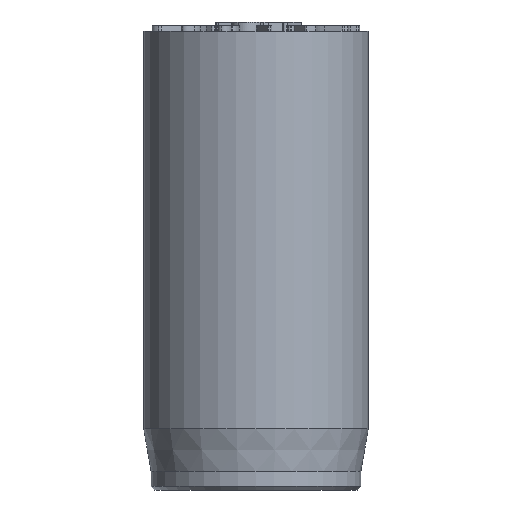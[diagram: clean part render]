
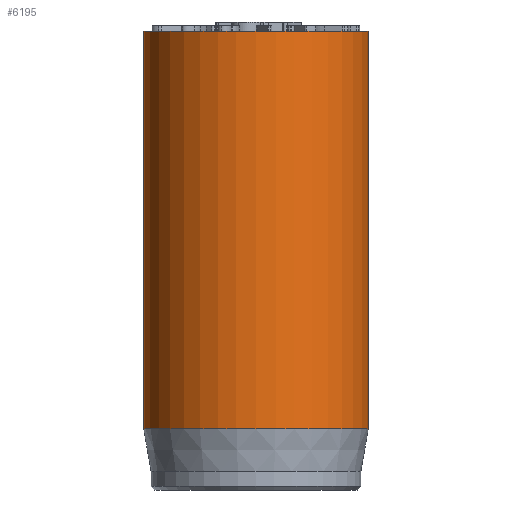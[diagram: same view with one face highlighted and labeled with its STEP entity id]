
A CAD part, front view. The second image highlights one B-rep face of the part: STEP entity #6195.
In plain terms, the highlighted cylindrical face has radius 6 mm (diameter 12 mm), a full revolution.
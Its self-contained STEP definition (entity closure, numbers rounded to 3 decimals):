
#32=CYLINDRICAL_SURFACE('',#6429,6.);
#44=CIRCLE('',#6396,6.);
#60=CIRCLE('',#6427,6.);
#61=CIRCLE('',#6428,6.);
#1007=FACE_OUTER_BOUND('',#1371,.T.);
#1371=EDGE_LOOP('',(#5500,#5501,#5502,#5503,#5504));
#1835=LINE('',#11285,#2317);
#2317=VECTOR('',#7123,6.);
#2902=VERTEX_POINT('',#11224);
#2918=VERTEX_POINT('',#11279);
#2919=VERTEX_POINT('',#11280);
#3770=EDGE_CURVE('',#2902,#2902,#44,.T.);
#3794=EDGE_CURVE('',#2918,#2919,#60,.T.);
#3795=EDGE_CURVE('',#2919,#2918,#61,.T.);
#3797=EDGE_CURVE('',#2902,#2918,#1835,.T.);
#5500=ORIENTED_EDGE('',*,*,#3770,.T.);
#5501=ORIENTED_EDGE('',*,*,#3797,.T.);
#5502=ORIENTED_EDGE('',*,*,#3794,.T.);
#5503=ORIENTED_EDGE('',*,*,#3795,.T.);
#5504=ORIENTED_EDGE('',*,*,#3797,.F.);
#6195=ADVANCED_FACE('',(#1007),#32,.T.);
#6396=AXIS2_PLACEMENT_3D('',#11225,#7046,#7047);
#6427=AXIS2_PLACEMENT_3D('',#11281,#7116,#7117);
#6428=AXIS2_PLACEMENT_3D('',#11282,#7118,#7119);
#6429=AXIS2_PLACEMENT_3D('',#11284,#7121,#7122);
#7046=DIRECTION('center_axis',(0.,0.,-1.));
#7047=DIRECTION('ref_axis',(-1.,0.,0.));
#7116=DIRECTION('center_axis',(0.,0.,1.));
#7117=DIRECTION('ref_axis',(-1.,0.,0.));
#7118=DIRECTION('center_axis',(0.,0.,1.));
#7119=DIRECTION('ref_axis',(-1.,0.,0.));
#7121=DIRECTION('center_axis',(0.,0.,1.));
#7122=DIRECTION('ref_axis',(-1.,0.,0.));
#7123=DIRECTION('',(0.,0.,-1.));
#11224=CARTESIAN_POINT('',(6.,0.,24.5));
#11225=CARTESIAN_POINT('Origin',(0.,0.,24.5));
#11279=CARTESIAN_POINT('',(6.,0.,3.269));
#11280=CARTESIAN_POINT('',(-6.,0.,3.269));
#11281=CARTESIAN_POINT('Origin',(0.,0.,3.269));
#11282=CARTESIAN_POINT('Origin',(0.,0.,3.269));
#11284=CARTESIAN_POINT('Origin',(0.,0.,0.));
#11285=CARTESIAN_POINT('',(6.,0.,0.));
